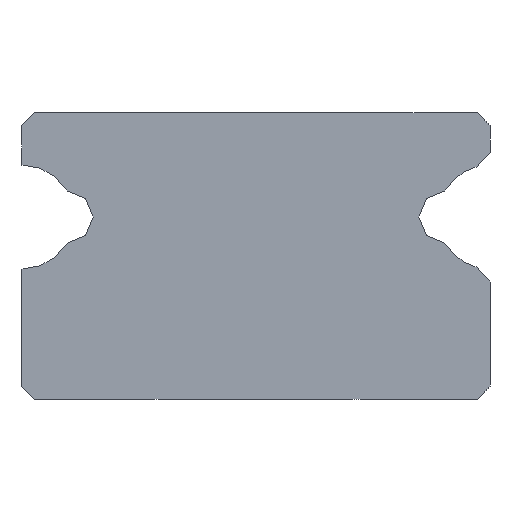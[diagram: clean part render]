
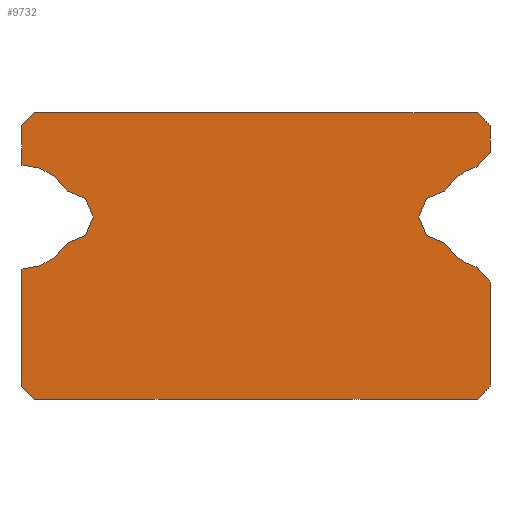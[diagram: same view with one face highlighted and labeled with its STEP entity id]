
A CAD part, front view. The second image highlights one B-rep face of the part: STEP entity #9732.
In plain terms, the highlighted planar face has unit normal (0, -1, 0).
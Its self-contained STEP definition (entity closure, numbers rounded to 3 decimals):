
#315=CIRCLE('',#10315,1.);
#316=CIRCLE('',#10316,0.5);
#317=CIRCLE('',#10317,1.);
#318=CIRCLE('',#10318,1.);
#319=CIRCLE('',#10319,0.5);
#320=CIRCLE('',#10320,1.);
#868=PLANE('',#10314);
#1418=FACE_OUTER_BOUND('',#2204,.T.);
#2204=EDGE_LOOP('',(#8866,#8867,#8868,#8869,#8870,#8871,#8872,#8873,#8874,
#8875,#8876,#8877,#8878,#8879,#8880,#8881,#8882,#8883));
#2983=LINE('',#16748,#3734);
#2985=LINE('',#17299,#3736);
#2987=LINE('',#17303,#3738);
#2990=LINE('',#17309,#3741);
#2991=LINE('',#17311,#3742);
#2992=LINE('',#17313,#3743);
#2993=LINE('',#17321,#3744);
#2994=LINE('',#17323,#3745);
#2995=LINE('',#17325,#3746);
#2996=LINE('',#17327,#3747);
#2997=LINE('',#17329,#3748);
#2998=LINE('',#17331,#3749);
#3734=VECTOR('',#11466,10.);
#3736=VECTOR('',#12170,10.);
#3738=VECTOR('',#12174,10.);
#3741=VECTOR('',#12179,10.);
#3742=VECTOR('',#12180,10.);
#3743=VECTOR('',#12181,10.);
#3744=VECTOR('',#12188,10.);
#3745=VECTOR('',#12189,10.);
#3746=VECTOR('',#12190,10.);
#3747=VECTOR('',#12191,10.);
#3748=VECTOR('',#12192,10.);
#3749=VECTOR('',#12193,10.);
#4840=VERTEX_POINT('',#16742);
#4842=VERTEX_POINT('',#16746);
#5040=VERTEX_POINT('',#17298);
#5041=VERTEX_POINT('',#17302);
#5043=VERTEX_POINT('',#17308);
#5044=VERTEX_POINT('',#17310);
#5045=VERTEX_POINT('',#17312);
#5046=VERTEX_POINT('',#17314);
#5047=VERTEX_POINT('',#17316);
#5048=VERTEX_POINT('',#17318);
#5049=VERTEX_POINT('',#17320);
#5050=VERTEX_POINT('',#17322);
#5051=VERTEX_POINT('',#17324);
#5052=VERTEX_POINT('',#17326);
#5053=VERTEX_POINT('',#17328);
#5054=VERTEX_POINT('',#17330);
#5055=VERTEX_POINT('',#17332);
#5056=VERTEX_POINT('',#17334);
#6139=EDGE_CURVE('',#4840,#4842,#2983,.T.);
#6337=EDGE_CURVE('',#4840,#5040,#2985,.T.);
#6339=EDGE_CURVE('',#5041,#5040,#2987,.T.);
#6342=EDGE_CURVE('',#5043,#4842,#2990,.T.);
#6343=EDGE_CURVE('',#5043,#5044,#2991,.T.);
#6344=EDGE_CURVE('',#5045,#5044,#2992,.T.);
#6345=EDGE_CURVE('',#5045,#5046,#315,.T.);
#6346=EDGE_CURVE('',#5046,#5047,#316,.T.);
#6347=EDGE_CURVE('',#5047,#5048,#317,.T.);
#6348=EDGE_CURVE('',#5049,#5048,#2993,.T.);
#6349=EDGE_CURVE('',#5049,#5050,#2994,.T.);
#6350=EDGE_CURVE('',#5051,#5050,#2995,.T.);
#6351=EDGE_CURVE('',#5051,#5052,#2996,.T.);
#6352=EDGE_CURVE('',#5053,#5052,#2997,.T.);
#6353=EDGE_CURVE('',#5053,#5054,#2998,.T.);
#6354=EDGE_CURVE('',#5054,#5055,#318,.T.);
#6355=EDGE_CURVE('',#5055,#5056,#319,.T.);
#6356=EDGE_CURVE('',#5056,#5041,#320,.T.);
#8866=ORIENTED_EDGE('',*,*,#6337,.F.);
#8867=ORIENTED_EDGE('',*,*,#6139,.T.);
#8868=ORIENTED_EDGE('',*,*,#6342,.F.);
#8869=ORIENTED_EDGE('',*,*,#6343,.T.);
#8870=ORIENTED_EDGE('',*,*,#6344,.F.);
#8871=ORIENTED_EDGE('',*,*,#6345,.T.);
#8872=ORIENTED_EDGE('',*,*,#6346,.T.);
#8873=ORIENTED_EDGE('',*,*,#6347,.T.);
#8874=ORIENTED_EDGE('',*,*,#6348,.F.);
#8875=ORIENTED_EDGE('',*,*,#6349,.T.);
#8876=ORIENTED_EDGE('',*,*,#6350,.F.);
#8877=ORIENTED_EDGE('',*,*,#6351,.T.);
#8878=ORIENTED_EDGE('',*,*,#6352,.F.);
#8879=ORIENTED_EDGE('',*,*,#6353,.T.);
#8880=ORIENTED_EDGE('',*,*,#6354,.T.);
#8881=ORIENTED_EDGE('',*,*,#6355,.T.);
#8882=ORIENTED_EDGE('',*,*,#6356,.T.);
#8883=ORIENTED_EDGE('',*,*,#6339,.T.);
#9732=ADVANCED_FACE('',(#1418),#868,.T.);
#10314=AXIS2_PLACEMENT_3D('',#17307,#12177,#12178);
#10315=AXIS2_PLACEMENT_3D('',#17315,#12182,#12183);
#10316=AXIS2_PLACEMENT_3D('',#17317,#12184,#12185);
#10317=AXIS2_PLACEMENT_3D('',#17319,#12186,#12187);
#10318=AXIS2_PLACEMENT_3D('',#17333,#12194,#12195);
#10319=AXIS2_PLACEMENT_3D('',#17335,#12196,#12197);
#10320=AXIS2_PLACEMENT_3D('',#17336,#12198,#12199);
#11466=DIRECTION('',(1.,0.,0.));
#12170=DIRECTION('',(-0.707,0.,0.707));
#12174=DIRECTION('',(0.,0.,-1.));
#12177=DIRECTION('center_axis',(0.,-1.,0.));
#12178=DIRECTION('ref_axis',(0.,0.,-1.));
#12179=DIRECTION('',(-0.707,0.,-0.707));
#12180=DIRECTION('',(0.,0.,1.));
#12181=DIRECTION('',(0.661,0.,-0.75));
#12182=DIRECTION('center_axis',(0.,1.,0.));
#12183=DIRECTION('ref_axis',(0.,0.,1.));
#12184=DIRECTION('center_axis',(0.,1.,0.));
#12185=DIRECTION('ref_axis',(0.,0.,1.));
#12186=DIRECTION('center_axis',(0.,1.,0.));
#12187=DIRECTION('ref_axis',(0.866,0.,-0.5));
#12188=DIRECTION('',(-0.661,0.,-0.75));
#12189=DIRECTION('',(0.,0.,1.));
#12190=DIRECTION('',(0.707,0.,-0.707));
#12191=DIRECTION('',(-1.,0.,0.));
#12192=DIRECTION('',(0.707,0.,0.707));
#12193=DIRECTION('',(0.,0.,-1.));
#12194=DIRECTION('center_axis',(0.,1.,0.));
#12195=DIRECTION('ref_axis',(0.,0.,-1.));
#12196=DIRECTION('center_axis',(0.,1.,0.));
#12197=DIRECTION('ref_axis',(0.,0.,-1.));
#12198=DIRECTION('center_axis',(0.,1.,0.));
#12199=DIRECTION('ref_axis',(-0.866,0.,0.5));
#16742=CARTESIAN_POINT('',(-4.25,-500.,0.));
#16746=CARTESIAN_POINT('',(4.25,-500.,0.));
#16748=CARTESIAN_POINT('',(4.5,-500.,0.));
#17298=CARTESIAN_POINT('',(-4.5,-500.,0.25));
#17299=CARTESIAN_POINT('',(-3.947,-500.,-0.303));
#17302=CARTESIAN_POINT('',(-4.5,-500.,2.5));
#17303=CARTESIAN_POINT('',(-4.5,-500.,0.));
#17307=CARTESIAN_POINT('Origin',(0.,-500.,2.787));
#17308=CARTESIAN_POINT('',(4.5,-500.,0.25));
#17309=CARTESIAN_POINT('',(3.947,-500.,-0.303));
#17310=CARTESIAN_POINT('',(4.5,-500.,2.25));
#17311=CARTESIAN_POINT('',(4.5,-500.,2.5));
#17312=CARTESIAN_POINT('',(4.252,-500.,2.531));
#17313=CARTESIAN_POINT('',(3.32,-500.,3.587));
#17314=CARTESIAN_POINT('',(3.634,-500.,3.));
#17315=CARTESIAN_POINT('Origin',(4.5,-500.,3.5));
#17316=CARTESIAN_POINT('',(3.634,-500.,4.));
#17317=CARTESIAN_POINT('Origin',(3.634,-500.,3.5));
#17318=CARTESIAN_POINT('',(4.252,-500.,4.469));
#17319=CARTESIAN_POINT('Origin',(4.5,-500.,3.5));
#17320=CARTESIAN_POINT('',(4.5,-500.,4.75));
#17321=CARTESIAN_POINT('',(2.967,-500.,3.011));
#17322=CARTESIAN_POINT('',(4.5,-500.,5.25));
#17323=CARTESIAN_POINT('',(4.5,-500.,5.5));
#17324=CARTESIAN_POINT('',(4.25,-500.,5.5));
#17325=CARTESIAN_POINT('',(3.928,-500.,5.822));
#17326=CARTESIAN_POINT('',(-4.25,-500.,5.5));
#17327=CARTESIAN_POINT('',(-4.5,-500.,5.5));
#17328=CARTESIAN_POINT('',(-4.5,-500.,5.25));
#17329=CARTESIAN_POINT('',(-3.928,-500.,5.822));
#17330=CARTESIAN_POINT('',(-4.5,-500.,4.5));
#17331=CARTESIAN_POINT('',(-4.5,-500.,4.5));
#17332=CARTESIAN_POINT('',(-3.634,-500.,4.));
#17333=CARTESIAN_POINT('Origin',(-4.5,-500.,3.5));
#17334=CARTESIAN_POINT('',(-3.634,-500.,3.));
#17335=CARTESIAN_POINT('Origin',(-3.634,-500.,3.5));
#17336=CARTESIAN_POINT('Origin',(-4.5,-500.,3.5));
